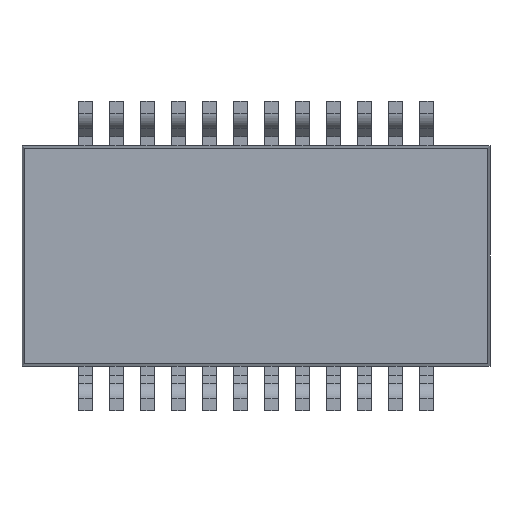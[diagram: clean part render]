
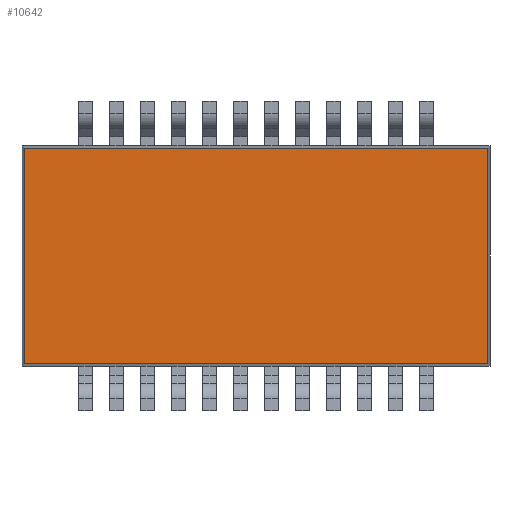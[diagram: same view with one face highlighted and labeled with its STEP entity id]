
A CAD part, front view. The second image highlights one B-rep face of the part: STEP entity #10642.
In plain terms, the highlighted planar face has unit normal (0, -1, 0).
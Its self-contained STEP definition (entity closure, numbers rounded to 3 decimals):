
#24 = DIRECTION ( 'NONE',  ( 0., 1., 0. ) ) ;
#143 = DIRECTION ( 'NONE',  ( 1., 0., 0. ) ) ;
#782 = EDGE_CURVE ( 'NONE', #26757, #25522, #24367, .T. ) ;
#1787 = VECTOR ( 'NONE', #26588, 1000. ) ;
#1890 = CARTESIAN_POINT ( 'NONE',  ( 7.47, 0., -3.47 ) ) ;
#2348 = CARTESIAN_POINT ( 'NONE',  ( -7.47, 0., 3.47 ) ) ;
#3080 = ORIENTED_EDGE ( 'NONE', *, *, #11927, .T. ) ;
#4183 = FACE_OUTER_BOUND ( 'NONE', #14651, .T. ) ;
#5243 = AXIS2_PLACEMENT_3D ( 'NONE', #12733, #24, #15355 ) ;
#6407 = CARTESIAN_POINT ( 'NONE',  ( -7.47, 0., 3.47 ) ) ;
#7144 = ORIENTED_EDGE ( 'NONE', *, *, #782, .T. ) ;
#7941 = VECTOR ( 'NONE', #143, 1000. ) ;
#8357 = CARTESIAN_POINT ( 'NONE',  ( -7.47, 0., -3.47 ) ) ;
#10015 = DIRECTION ( 'NONE',  ( -1., 0., 0. ) ) ;
#10642 = ADVANCED_FACE ( 'NONE', ( #4183 ), #21263, .F. ) ;
#11027 = EDGE_CURVE ( 'NONE', #16971, #26757, #19252, .T. ) ;
#11495 = VECTOR ( 'NONE', #14361, 1000. ) ;
#11927 = EDGE_CURVE ( 'NONE', #25522, #13576, #20237, .T. ) ;
#12479 = EDGE_CURVE ( 'NONE', #13576, #16971, #16720, .T. ) ;
#12733 = CARTESIAN_POINT ( 'NONE',  ( 0., 0., 0. ) ) ;
#13576 = VERTEX_POINT ( 'NONE', #2348 ) ;
#13612 = CARTESIAN_POINT ( 'NONE',  ( 7.47, 0., -3.47 ) ) ;
#13764 = VECTOR ( 'NONE', #10015, 1000. ) ;
#14361 = DIRECTION ( 'NONE',  ( 0., 0., -1. ) ) ;
#14651 = EDGE_LOOP ( 'NONE', ( #7144, #3080, #16979, #18831 ) ) ;
#15355 = DIRECTION ( 'NONE',  ( 1., 0., 0. ) ) ;
#16720 = LINE ( 'NONE', #6407, #11495 ) ;
#16971 = VERTEX_POINT ( 'NONE', #23985 ) ;
#16979 = ORIENTED_EDGE ( 'NONE', *, *, #12479, .T. ) ;
#18831 = ORIENTED_EDGE ( 'NONE', *, *, #11027, .T. ) ;
#19252 = LINE ( 'NONE', #8357, #7941 ) ;
#20237 = LINE ( 'NONE', #22744, #13764 ) ;
#20657 = CARTESIAN_POINT ( 'NONE',  ( 7.47, 0., 3.47 ) ) ;
#21263 = PLANE ( 'NONE',  #5243 ) ;
#22744 = CARTESIAN_POINT ( 'NONE',  ( 7.47, 0., 3.47 ) ) ;
#23985 = CARTESIAN_POINT ( 'NONE',  ( -7.47, 0., -3.47 ) ) ;
#24367 = LINE ( 'NONE', #13612, #1787 ) ;
#25522 = VERTEX_POINT ( 'NONE', #20657 ) ;
#26588 = DIRECTION ( 'NONE',  ( 0., 0., 1. ) ) ;
#26757 = VERTEX_POINT ( 'NONE', #1890 ) ;
